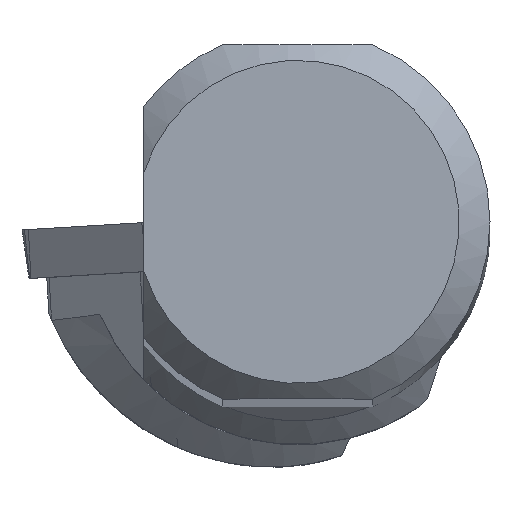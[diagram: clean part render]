
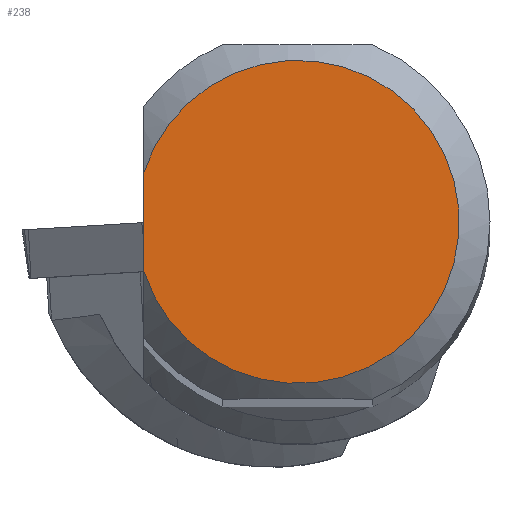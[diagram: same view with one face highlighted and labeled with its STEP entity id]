
A CAD part, top view. The second image highlights one B-rep face of the part: STEP entity #238.
In plain terms, the highlighted planar face has unit normal (0, 0, 1).
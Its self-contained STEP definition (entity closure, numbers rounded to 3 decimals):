
#177=FACE_OUTER_BOUND('',#495,.T.);
#238=ADVANCED_FACE('CU_SU_BP3',(#177),#281,.T.);
#281=PLANE('',#1346);
#342=LINE('',#2204,#411);
#411=VECTOR('',#1614,1.);
#495=EDGE_LOOP('',(#692,#693));
#692=ORIENTED_EDGE('',*,*,#1077,.F.);
#693=ORIENTED_EDGE('',*,*,#1078,.T.);
#944=VERTEX_POINT('',#2205);
#945=VERTEX_POINT('',#2206);
#1077=EDGE_CURVE('',#944,#945,#342,.T.);
#1078=EDGE_CURVE('',#944,#945,#1159,.T.);
#1159=CIRCLE('',#1345,10.491);
#1345=AXIS2_PLACEMENT_3D('',#2207,#1615,#1616);
#1346=AXIS2_PLACEMENT_3D('',#2208,#1617,#1618);
#1614=DIRECTION('',(0.,1.,0.));
#1615=DIRECTION('',(0.,0.,1.));
#1616=DIRECTION('',(1.,0.,0.));
#1617=DIRECTION('',(0.,0.,1.));
#1618=DIRECTION('',(1.,0.,0.));
#2204=CARTESIAN_POINT('',(-10.009,0.,0.));
#2205=CARTESIAN_POINT('',(-10.009,-3.145,0.));
#2206=CARTESIAN_POINT('',(-10.009,3.145,0.));
#2207=CARTESIAN_POINT('',(0.,0.,0.));
#2208=CARTESIAN_POINT('',(0.,0.,
0.));
